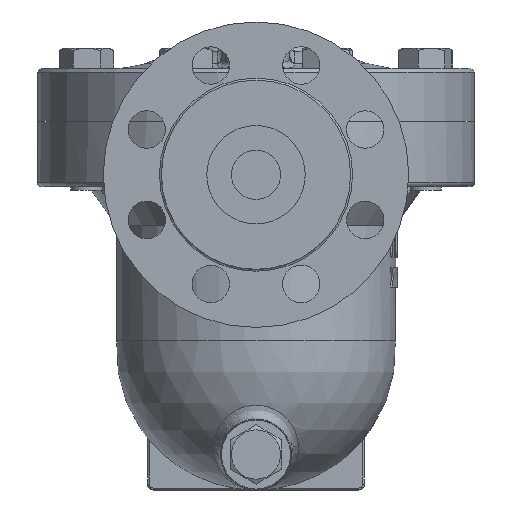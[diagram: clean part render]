
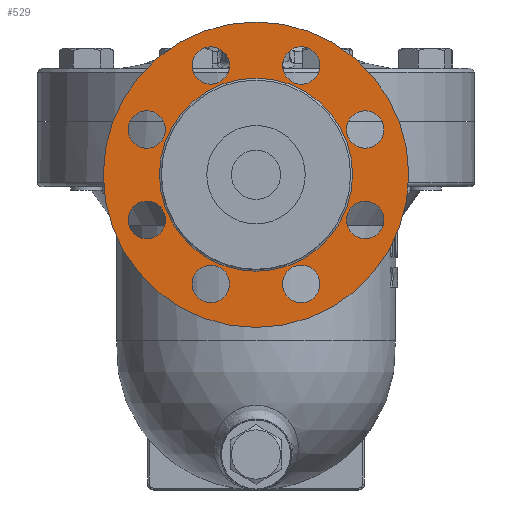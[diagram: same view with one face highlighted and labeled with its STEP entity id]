
A CAD part, left-side view. The second image highlights one B-rep face of the part: STEP entity #529.
In plain terms, the highlighted free-form (B-spline) face has degree [1, 1] with [2, 2] control points.
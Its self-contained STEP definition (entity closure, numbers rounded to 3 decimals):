
#339=CARTESIAN_POINT('',(-187.,0.0,50.5));
#340=VERTEX_POINT('',#339);
#341=CARTESIAN_POINT('',(-187.,0.0,-27.));
#342=DIRECTION('',(-1.0,0.0,0.0));
#343=DIRECTION('',(0.0,0.0,1.0));
#344=AXIS2_PLACEMENT_3D('',#341,#342,#343);
#345=CIRCLE('',#344,77.5);
#346=EDGE_CURVE('',#340,#340,#345,.T.);
#407=CARTESIAN_POINT('',(-187.,0.0,22.));
#408=VERTEX_POINT('',#407);
#409=CARTESIAN_POINT('',(-187.,0.0,-27.));
#410=DIRECTION('',(-1.0,0.0,0.0));
#411=DIRECTION('',(0.0,0.0,-1.0));
#412=AXIS2_PLACEMENT_3D('',#409,#410,#411);
#413=CIRCLE('',#412,49.);
#414=EDGE_CURVE('',#408,#408,#413,.T.);
#430=CARTESIAN_POINT('',(-187.,77.5,50.5));
#431=CARTESIAN_POINT('',(-187.,77.5,-104.5));
#432=CARTESIAN_POINT('',(-187.,-77.5,50.5));
#433=CARTESIAN_POINT('',(-187.,-77.5,-104.5));
#434=B_SPLINE_SURFACE_WITH_KNOTS('',1,1,((#430,#432),(#431,#433)),.UNSPECIFIED.,.F.,.F.,.U.,(2,2),(2,2),(0.0,155.),(0.0,155.),.UNSPECIFIED.);
#435=ORIENTED_EDGE('',*,*,#346,.T.);
#436=EDGE_LOOP('',(#435));
#437=FACE_OUTER_BOUND('',#436,.T.);
#438=CARTESIAN_POINT('',(-187.,-22.961,18.933));
#439=VERTEX_POINT('',#438);
#440=CARTESIAN_POINT('',(-187.,-22.961,28.433));
#441=DIRECTION('',(1.0,0.0,0.0));
#442=DIRECTION('',(0.0,0.0,-1.0));
#443=AXIS2_PLACEMENT_3D('',#440,#441,#442);
#444=CIRCLE('',#443,9.5);
#445=EDGE_CURVE('',#439,#439,#444,.T.);
#446=ORIENTED_EDGE('',*,*,#445,.T.);
#447=EDGE_LOOP('',(#446));
#448=FACE_BOUND('',#447,.T.);
#449=CARTESIAN_POINT('',(-187.,16.243,21.715));
#450=VERTEX_POINT('',#449);
#451=CARTESIAN_POINT('',(-187.,22.961,28.433));
#452=DIRECTION('',(1.,0.,0.));
#453=DIRECTION('',(0.,-0.707,-0.707));
#454=AXIS2_PLACEMENT_3D('',#451,#452,#453);
#455=CIRCLE('',#454,9.5);
#456=EDGE_CURVE('',#450,#450,#455,.T.);
#457=ORIENTED_EDGE('',*,*,#456,.T.);
#458=EDGE_LOOP('',(#457));
#459=FACE_BOUND('',#458,.T.);
#460=CARTESIAN_POINT('',(-187.,45.933,-4.039));
#461=VERTEX_POINT('',#460);
#462=CARTESIAN_POINT('',(-187.,55.433,-4.039));
#463=DIRECTION('',(1.0,0.0,0.0));
#464=DIRECTION('',(0.0,-1.0,0.0));
#465=AXIS2_PLACEMENT_3D('',#462,#463,#464);
#466=CIRCLE('',#465,9.5);
#467=EDGE_CURVE('',#461,#461,#466,.T.);
#468=ORIENTED_EDGE('',*,*,#467,.T.);
#469=EDGE_LOOP('',(#468));
#470=FACE_BOUND('',#469,.T.);
#471=CARTESIAN_POINT('',(-187.,48.715,-43.243));
#472=VERTEX_POINT('',#471);
#473=CARTESIAN_POINT('',(-187.,55.433,-49.961));
#474=DIRECTION('',(1.,0.,0.));
#475=DIRECTION('',(0.,-0.707,0.707));
#476=AXIS2_PLACEMENT_3D('',#473,#474,#475);
#477=CIRCLE('',#476,9.5);
#478=EDGE_CURVE('',#472,#472,#477,.T.);
#479=ORIENTED_EDGE('',*,*,#478,.T.);
#480=EDGE_LOOP('',(#479));
#481=FACE_BOUND('',#480,.T.);
#482=CARTESIAN_POINT('',(-187.,22.961,-72.933));
#483=VERTEX_POINT('',#482);
#484=CARTESIAN_POINT('',(-187.,22.961,-82.433));
#485=DIRECTION('',(1.0,0.0,0.0));
#486=DIRECTION('',(0.0,0.0,1.0));
#487=AXIS2_PLACEMENT_3D('',#484,#485,#486);
#488=CIRCLE('',#487,9.5);
#489=EDGE_CURVE('',#483,#483,#488,.T.);
#490=ORIENTED_EDGE('',*,*,#489,.T.);
#491=EDGE_LOOP('',(#490));
#492=FACE_BOUND('',#491,.T.);
#493=CARTESIAN_POINT('',(-187.,-16.243,-75.715));
#494=VERTEX_POINT('',#493);
#495=CARTESIAN_POINT('',(-187.,-22.961,-82.433));
#496=DIRECTION('',(1.0,0.,0.));
#497=DIRECTION('',(0.,0.707,0.707));
#498=AXIS2_PLACEMENT_3D('',#495,#496,#497);
#499=CIRCLE('',#498,9.5);
#500=EDGE_CURVE('',#494,#494,#499,.T.);
#501=ORIENTED_EDGE('',*,*,#500,.T.);
#502=EDGE_LOOP('',(#501));
#503=FACE_BOUND('',#502,.T.);
#504=CARTESIAN_POINT('',(-187.,-45.933,-49.961));
#505=VERTEX_POINT('',#504);
#506=CARTESIAN_POINT('',(-187.,-55.433,-49.961));
#507=DIRECTION('',(1.0,0.0,0.0));
#508=DIRECTION('',(0.0,1.0,0.0));
#509=AXIS2_PLACEMENT_3D('',#506,#507,#508);
#510=CIRCLE('',#509,9.5);
#511=EDGE_CURVE('',#505,#505,#510,.T.);
#512=ORIENTED_EDGE('',*,*,#511,.T.);
#513=EDGE_LOOP('',(#512));
#514=FACE_BOUND('',#513,.T.);
#515=CARTESIAN_POINT('',(-187.,-48.715,-10.757));
#516=VERTEX_POINT('',#515);
#517=CARTESIAN_POINT('',(-187.,-55.433,-4.039));
#518=DIRECTION('',(1.0,0.,0.));
#519=DIRECTION('',(0.,0.707,-0.707));
#520=AXIS2_PLACEMENT_3D('',#517,#518,#519);
#521=CIRCLE('',#520,9.5);
#522=EDGE_CURVE('',#516,#516,#521,.T.);
#523=ORIENTED_EDGE('',*,*,#522,.T.);
#524=EDGE_LOOP('',(#523));
#525=FACE_BOUND('',#524,.T.);
#526=ORIENTED_EDGE('',*,*,#414,.F.);
#527=EDGE_LOOP('',(#526));
#528=FACE_BOUND('',#527,.T.);
#529=ADVANCED_FACE('',(#437,#448,#459,#470,#481,#492,#503,#514,#525,#528),#434,.T.);
